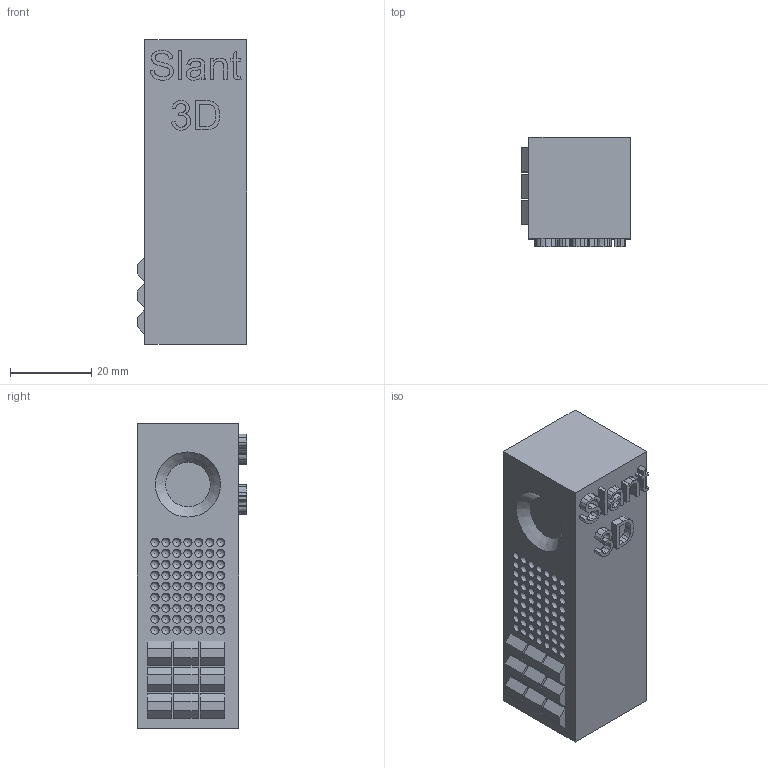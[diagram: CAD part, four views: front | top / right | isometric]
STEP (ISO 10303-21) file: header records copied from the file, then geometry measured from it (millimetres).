
FILE_DESCRIPTION(('Open CASCADE Model'),'2;1');
FILE_NAME('Open CASCADE Shape Model','2024-11-29T10:29:49',('Author'),( 'Open CASCADE'),'Open CASCADE STEP processor 7.7','Open CASCADE 7.7' ,'Unknown');
FILE_SCHEMA(('AUTOMOTIVE_DESIGN { 1 0 10303 214 1 1 1 1 }'));
Products named in the file (1): COMPOUND
Bounding box: 26.84 x 27 x 75 mm (x, y, z)
Volume: 45515.8 mm3; surface area: 12381 mm2
Topology: 17 solids, 17 shells, 1015 faces, 2745 edges, 1897 vertices
Faces by surface type: plane 693, extrusion 254, sphere 63, cylinder 3, cone 1, torus 1
Full cylindrical faces by diameter (mm): 2 x1, 8 x1, 16 x1
Entity records: 66650 total; most frequent: CARTESIAN_POINT 14277, DIRECTION 8557, VECTOR 6692, LINE 6438, ORIENTED_EDGE 5364, PCURVE 5364, DEFINITIONAL_REPRESENTATION 5364, EDGE_CURVE 2682
